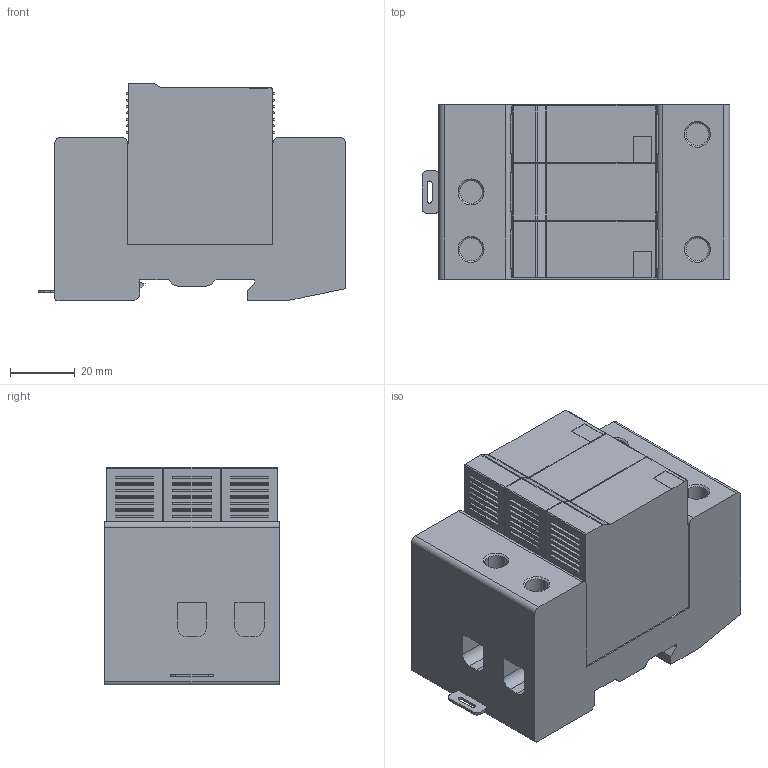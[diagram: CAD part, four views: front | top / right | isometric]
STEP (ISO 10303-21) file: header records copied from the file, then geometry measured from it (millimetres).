
FILE_DESCRIPTION(('Creo Elements/Direct Modeling STEP Export'),'2;1');
FILE_NAME('DS50PV-1000G-51.stp','2017-03-27T14:09:26',(''),(''),'Creo Elements/Direct Modeling STEP processor for AP214 (Solid Model)','Creo Elements/Direct Modeling 20.0 12-Nov-2016 (C) Parametric Technology GmbH','');
FILE_SCHEMA(('AUTOMOTIVE_DESIGN { 1 0 10303 214 1 1 1 1 }'));
Length unit declared in the file: millimetre
Products named in the file (1): DS50PV-1000G-51
Bounding box: 95.08 x 54 x 67.4 mm (x, y, z)
Volume: 260750.9 mm3; surface area: 35554 mm2
Topology: 1 solids, 1 shells, 359 faces, 897 edges, 596 vertices
Faces by surface type: plane 312, cylinder 39, cone 8
Entity records: 10491 total; most frequent: CARTESIAN_POINT 1835, ORIENTED_EDGE 1794, DIRECTION 1673, EDGE_CURVE 897, VECTOR 805, LINE 805, VERTEX_POINT 596, AXIS2_PLACEMENT_3D 434
